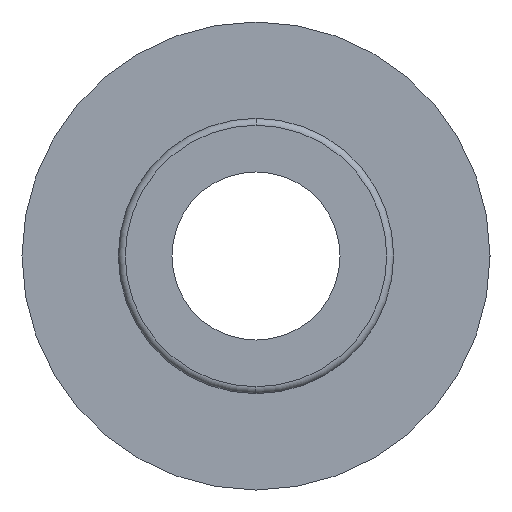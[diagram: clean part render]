
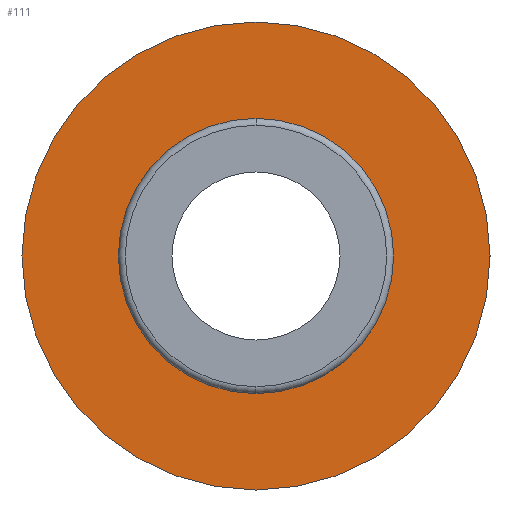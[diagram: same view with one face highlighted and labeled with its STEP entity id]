
A CAD part, left-side view. The second image highlights one B-rep face of the part: STEP entity #111.
In plain terms, the highlighted planar face has unit normal (-1, 0, 0).
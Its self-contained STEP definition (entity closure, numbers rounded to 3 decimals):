
#111=ADVANCED_FACE('',(#256,#257),#258,.T.);
#256=FACE_BOUND('',#408,.T.);
#257=FACE_OUTER_BOUND('',#409,.T.);
#258=PLANE('',#410);
#408=EDGE_LOOP('',(#946,#947));
#409=EDGE_LOOP('',(#948,#949));
#410=AXIS2_PLACEMENT_3D('',#950,#951,#952);
#946=ORIENTED_EDGE('',*,*,#1046,.T.);
#947=ORIENTED_EDGE('',*,*,#1163,.T.);
#948=ORIENTED_EDGE('',*,*,#1022,.T.);
#949=ORIENTED_EDGE('',*,*,#1171,.T.);
#950=CARTESIAN_POINT('',(-24.73,-5.525,0.0));
#951=DIRECTION('',(-1.0,0.,0.0));
#952=DIRECTION('',(0.,-1.0,0.0));
#1022=EDGE_CURVE('',#1220,#1226,#1228,.T.);
#1046=EDGE_CURVE('',#1272,#1269,#1273,.T.);
#1163=EDGE_CURVE('',#1269,#1272,#1461,.T.);
#1171=EDGE_CURVE('',#1226,#1220,#1470,.T.);
#1220=VERTEX_POINT('',#1576);
#1226=VERTEX_POINT('',#1583);
#1228=CIRCLE('',#1586,11.05);
#1269=VERTEX_POINT('',#1633);
#1272=VERTEX_POINT('',#1637);
#1273=CIRCLE('',#1638,4.569);
#1461=CIRCLE('',#1968,4.569);
#1470=CIRCLE('',#1977,11.05);
#1576=CARTESIAN_POINT('',(-24.73,-11.05,0.0));
#1583=CARTESIAN_POINT('',(-24.73,11.05,0.));
#1586=AXIS2_PLACEMENT_3D('',#2040,#2041,#2042);
#1633=CARTESIAN_POINT('',(-24.73,-4.569,0.));
#1637=CARTESIAN_POINT('',(-24.73,4.569,0.));
#1638=AXIS2_PLACEMENT_3D('',#2098,#2099,#2100);
#1968=AXIS2_PLACEMENT_3D('',#2321,#2322,#2323);
#1977=AXIS2_PLACEMENT_3D('',#2345,#2346,#2347);
#2040=CARTESIAN_POINT('',(-24.73,0.,0.0));
#2041=DIRECTION('',(-1.0,0.,0.0));
#2042=DIRECTION('',(0.,-1.0,0.0));
#2098=CARTESIAN_POINT('',(-24.73,0.,0.0));
#2099=DIRECTION('',(1.0,0.,0.0));
#2100=DIRECTION('',(0.,-1.0,0.0));
#2321=CARTESIAN_POINT('',(-24.73,0.,0.0));
#2322=DIRECTION('',(1.0,0.,0.0));
#2323=DIRECTION('',(0.,-1.0,0.0));
#2345=CARTESIAN_POINT('',(-24.73,0.,0.0));
#2346=DIRECTION('',(-1.0,0.,0.0));
#2347=DIRECTION('',(0.,-1.0,0.0));
